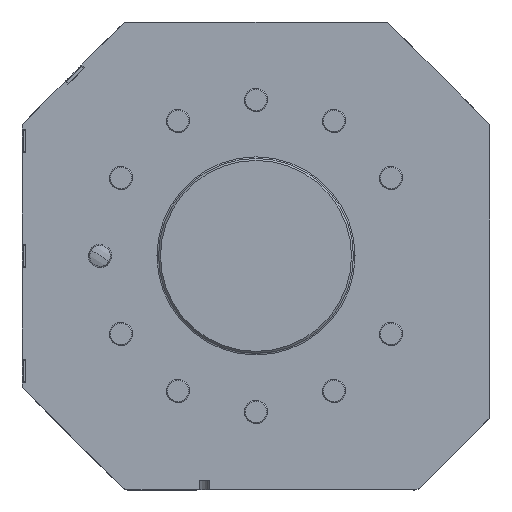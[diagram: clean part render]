
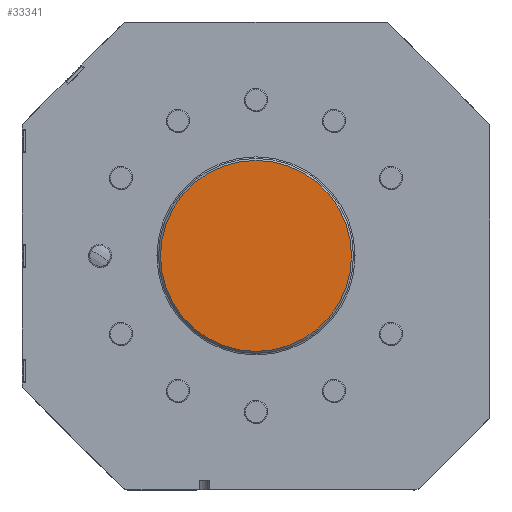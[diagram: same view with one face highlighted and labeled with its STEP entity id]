
A CAD part, top view. The second image highlights one B-rep face of the part: STEP entity #33341.
In plain terms, the highlighted planar face has unit normal (0, 0, 1).
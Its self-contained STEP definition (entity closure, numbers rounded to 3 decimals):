
#1091 = CIRCLE ( 'NONE', #30849, 49. ) ;
#1867 = VERTEX_POINT ( 'NONE', #17135 ) ;
#3306 = DIRECTION ( 'NONE',  ( 0., 0., 1. ) ) ;
#4099 = VERTEX_POINT ( 'NONE', #43574 ) ;
#9202 = ORIENTED_EDGE ( 'NONE', *, *, #25173, .T. ) ;
#10779 = ORIENTED_EDGE ( 'NONE', *, *, #27016, .T. ) ;
#13013 = EDGE_LOOP ( 'NONE', ( #9202, #10779 ) ) ;
#14263 = CARTESIAN_POINT ( 'NONE',  ( 0., 0., 5.9 ) ) ;
#17135 = CARTESIAN_POINT ( 'NONE',  ( 49., 0., 5.9 ) ) ;
#17989 = DIRECTION ( 'NONE',  ( -1., 0., 0. ) ) ;
#19945 = DIRECTION ( 'NONE',  ( -1., 0., 0. ) ) ;
#23066 = CIRCLE ( 'NONE', #26859, 49. ) ;
#25173 = EDGE_CURVE ( 'NONE', #4099, #1867, #1091, .T. ) ;
#25467 = CARTESIAN_POINT ( 'NONE',  ( 0., 0., 5.9 ) ) ;
#26859 = AXIS2_PLACEMENT_3D ( 'NONE', #14263, #40194, #17989 ) ;
#27016 = EDGE_CURVE ( 'NONE', #1867, #4099, #23066, .T. ) ;
#29227 = DIRECTION ( 'NONE',  ( -1., 0., 0. ) ) ;
#30849 = AXIS2_PLACEMENT_3D ( 'NONE', #25467, #3306, #29227 ) ;
#33341 = ADVANCED_FACE ( 'NONE', ( #33906 ), #45721, .F. ) ;
#33906 = FACE_OUTER_BOUND ( 'NONE', #13013, .T. ) ;
#38214 = AXIS2_PLACEMENT_3D ( 'NONE', #41957, #42117, #19945 ) ;
#40194 = DIRECTION ( 'NONE',  ( 0., 0., 1. ) ) ;
#41957 = CARTESIAN_POINT ( 'NONE',  ( 81.343, -116., 5.9 ) ) ;
#42117 = DIRECTION ( 'NONE',  ( 0., 0., -1. ) ) ;
#43574 = CARTESIAN_POINT ( 'NONE',  ( -49., 0., 5.9 ) ) ;
#45721 = PLANE ( 'NONE',  #38214 ) ;
